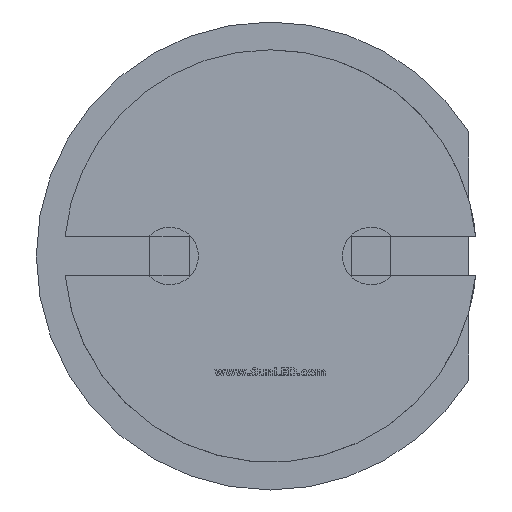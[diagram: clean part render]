
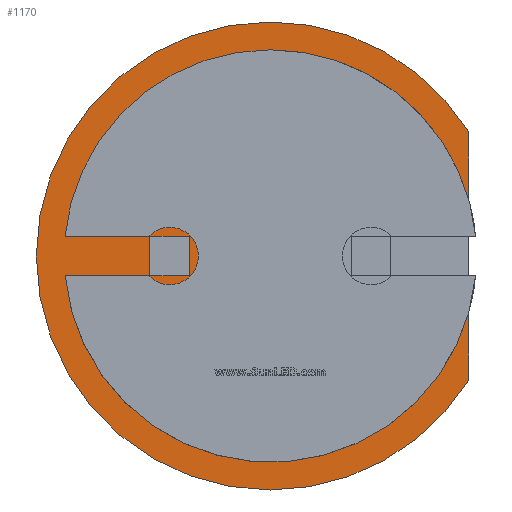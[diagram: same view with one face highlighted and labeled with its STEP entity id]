
A CAD part, front view. The second image highlights one B-rep face of the part: STEP entity #1170.
In plain terms, the highlighted planar face has unit normal (0, -1, 0).
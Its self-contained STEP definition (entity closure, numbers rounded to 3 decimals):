
#901 = CARTESIAN_POINT ( 'NONE',  ( 0., -1., 0. ) ) ;
#905 = DIRECTION ( 'NONE',  ( 0., -1., 0. ) ) ;
#906 = DIRECTION ( 'NONE',  ( 0., 0., -1. ) ) ;
#913 = CARTESIAN_POINT ( 'NONE',  ( 0., -1., 0. ) ) ;
#917 = DIRECTION ( 'NONE',  ( 0., -1., 0. ) ) ;
#918 = DIRECTION ( 'NONE',  ( 0., 0., -1. ) ) ;
#922 = CARTESIAN_POINT ( 'NONE',  ( 0., -1., 0. ) ) ;
#932 = DIRECTION ( 'NONE',  ( 0., -1., 0. ) ) ;
#933 = DIRECTION ( 'NONE',  ( 0., 0., -1. ) ) ;
#1170 = ADVANCED_FACE ( 'NONE', ( #1391, #1389 ), #6497, .T. ) ;
#1296 = AXIS2_PLACEMENT_3D ( 'NONE', #901, #905, #906 ) ;
#1301 = AXIS2_PLACEMENT_3D ( 'NONE', #913, #917, #918 ) ;
#1305 = AXIS2_PLACEMENT_3D ( 'NONE', #9462, #9463, #9464 ) ;
#1307 = AXIS2_PLACEMENT_3D ( 'NONE', #922, #932, #933 ) ;
#1314 = AXIS2_PLACEMENT_3D ( 'NONE', #9459, #9460, #9461 ) ;
#1389 = FACE_OUTER_BOUND ( 'NONE', #8286, .T. ) ;
#1391 = FACE_BOUND ( 'NONE', #8282, .T. ) ;
#1397 = AXIS2_PLACEMENT_3D ( 'NONE', #6498, #6499, #6500 ) ;
#1764 = VECTOR ( 'NONE', #2669, 1000. ) ;
#1765 = VECTOR ( 'NONE', #2672, 1000. ) ;
#1766 = VECTOR ( 'NONE', #2675, 1000. ) ;
#1953 = EDGE_CURVE ( 'NONE', #8887, #8885, #2667, .T. ) ;
#1954 = EDGE_CURVE ( 'NONE', #8876, #8885, #2670, .T. ) ;
#1955 = EDGE_CURVE ( 'NONE', #8845, #8887, #2673, .T. ) ;
#1956 = EDGE_CURVE ( 'NONE', #8845, #8876, #2676, .T. ) ;
#1957 = EDGE_CURVE ( 'NONE', #8817, #8754, #2679, .T. ) ;
#1958 = EDGE_CURVE ( 'NONE', #8793, #8759, #1992, .T. ) ;
#1959 = EDGE_CURVE ( 'NONE', #8793, #8745, #2685, .T. ) ;
#1992 = CIRCLE ( 'NONE', #9230, 2.6 ) ;
#2026 = CIRCLE ( 'NONE', #1296, 2.95 ) ;
#2028 = CIRCLE ( 'NONE', #1301, 2.95 ) ;
#2030 = CIRCLE ( 'NONE', #1307, 2.6 ) ;
#2036 = CIRCLE ( 'NONE', #1314, 0.362 ) ;
#2037 = CIRCLE ( 'NONE', #1305, 0.362 ) ;
#2666 = CARTESIAN_POINT ( 'NONE',  ( 0., -1., 0. ) ) ;
#2667 = LINE ( 'NONE', #2668, #1764 ) ;
#2668 = CARTESIAN_POINT ( 'NONE',  ( -0.225, -1., -0.25 ) ) ;
#2669 = DIRECTION ( 'NONE',  ( 1., 0., 0. ) ) ;
#2670 = LINE ( 'NONE', #2671, #1765 ) ;
#2671 = CARTESIAN_POINT ( 'NONE',  ( -1.02, -1., -6.389 ) ) ;
#2672 = DIRECTION ( 'NONE',  ( 0., 0., -1. ) ) ;
#2673 = LINE ( 'NONE', #2674, #1766 ) ;
#2674 = CARTESIAN_POINT ( 'NONE',  ( -1.52, -1., -6.389 ) ) ;
#2675 = DIRECTION ( 'NONE',  ( 0., 0., -1. ) ) ;
#2676 = LINE ( 'NONE', #2677, #9229 ) ;
#2677 = CARTESIAN_POINT ( 'NONE',  ( -0.225, -1., 0.25 ) ) ;
#2678 = DIRECTION ( 'NONE',  ( 1., 0., 0. ) ) ;
#2679 = LINE ( 'NONE', #2680, #9231 ) ;
#2680 = CARTESIAN_POINT ( 'NONE',  ( -0.225, -1., 0.25 ) ) ;
#2681 = DIRECTION ( 'NONE',  ( -1., 0., 0. ) ) ;
#2682 = DIRECTION ( 'NONE',  ( 0., -1., 0. ) ) ;
#2683 = DIRECTION ( 'NONE',  ( 0., 0., -1. ) ) ;
#2685 = LINE ( 'NONE', #2686, #9232 ) ;
#2686 = CARTESIAN_POINT ( 'NONE',  ( 2.5, -1., -6.631 ) ) ;
#2687 = DIRECTION ( 'NONE',  ( 0., 0., 1. ) ) ;
#4364 = CIRCLE ( 'NONE', #7824, 2.6 ) ;
#4386 = CIRCLE ( 'NONE', #7837, 2.95 ) ;
#4387 = CIRCLE ( 'NONE', #7829, 0.362 ) ;
#6327 = EDGE_CURVE ( 'NONE', #8787, #8788, #2026, .T. ) ;
#6331 = EDGE_CURVE ( 'NONE', #8745, #8787, #2028, .T. ) ;
#6336 = EDGE_CURVE ( 'NONE', #8759, #8754, #2030, .T. ) ;
#6345 = EDGE_CURVE ( 'NONE', #8762, #8751, #2036, .T. ) ;
#6346 = EDGE_CURVE ( 'NONE', #8742, #8762, #2037, .T. ) ;
#6497 = PLANE ( 'NONE',  #1397 ) ;
#6498 = CARTESIAN_POINT ( 'NONE',  ( 0., -1., -6.631 ) ) ;
#6499 = DIRECTION ( 'NONE',  ( 0., -1., 0. ) ) ;
#6500 = DIRECTION ( 'NONE',  ( 0., 0., -1. ) ) ;
#7824 = AXIS2_PLACEMENT_3D ( 'NONE', #12200, #12204, #12205 ) ;
#7829 = AXIS2_PLACEMENT_3D ( 'NONE', #12206, #12210, #12211 ) ;
#7837 = AXIS2_PLACEMENT_3D ( 'NONE', #12194, #12198, #12199 ) ;
#7842 = VECTOR ( 'NONE', #12203, 1000. ) ;
#7844 = VECTOR ( 'NONE', #12209, 1000. ) ;
#8282 = EDGE_LOOP ( 'NONE', ( #9069, #9071, #9070, #9072 ) ) ;
#8286 = EDGE_LOOP ( 'NONE', ( #9074, #9075, #9073, #9077, #9076, #8949, #9078, #8951, #8950, #8952, #8953, #8955, #8954 ) ) ;
#8742 = VERTEX_POINT ( 'NONE', #9780 ) ;
#8745 = VERTEX_POINT ( 'NONE', #9783 ) ;
#8751 = VERTEX_POINT ( 'NONE', #9789 ) ;
#8754 = VERTEX_POINT ( 'NONE', #9792 ) ;
#8759 = VERTEX_POINT ( 'NONE', #9797 ) ;
#8762 = VERTEX_POINT ( 'NONE', #9800 ) ;
#8787 = VERTEX_POINT ( 'NONE', #9825 ) ;
#8788 = VERTEX_POINT ( 'NONE', #9826 ) ;
#8792 = VERTEX_POINT ( 'NONE', #9830 ) ;
#8793 = VERTEX_POINT ( 'NONE', #9831 ) ;
#8806 = VERTEX_POINT ( 'NONE', #9845 ) ;
#8807 = VERTEX_POINT ( 'NONE', #9846 ) ;
#8817 = VERTEX_POINT ( 'NONE', #9856 ) ;
#8845 = VERTEX_POINT ( 'NONE', #9884 ) ;
#8876 = VERTEX_POINT ( 'NONE', #9915 ) ;
#8885 = VERTEX_POINT ( 'NONE', #9924 ) ;
#8887 = VERTEX_POINT ( 'NONE', #9926 ) ;
#8949 = ORIENTED_EDGE ( 'NONE', *, *, #6327, .T. ) ;
#8950 = ORIENTED_EDGE ( 'NONE', *, *, #12726, .F. ) ;
#8951 = ORIENTED_EDGE ( 'NONE', *, *, #12725, .T. ) ;
#8952 = ORIENTED_EDGE ( 'NONE', *, *, #12727, .F. ) ;
#8953 = ORIENTED_EDGE ( 'NONE', *, *, #6346, .T. ) ;
#8954 = ORIENTED_EDGE ( 'NONE', *, *, #12728, .T. ) ;
#8955 = ORIENTED_EDGE ( 'NONE', *, *, #6345, .T. ) ;
#9069 = ORIENTED_EDGE ( 'NONE', *, *, #1954, .T. ) ;
#9070 = ORIENTED_EDGE ( 'NONE', *, *, #1955, .F. ) ;
#9071 = ORIENTED_EDGE ( 'NONE', *, *, #1953, .F. ) ;
#9072 = ORIENTED_EDGE ( 'NONE', *, *, #1956, .T. ) ;
#9073 = ORIENTED_EDGE ( 'NONE', *, *, #1958, .F. ) ;
#9074 = ORIENTED_EDGE ( 'NONE', *, *, #1957, .T. ) ;
#9075 = ORIENTED_EDGE ( 'NONE', *, *, #6336, .F. ) ;
#9076 = ORIENTED_EDGE ( 'NONE', *, *, #6331, .T. ) ;
#9077 = ORIENTED_EDGE ( 'NONE', *, *, #1959, .T. ) ;
#9078 = ORIENTED_EDGE ( 'NONE', *, *, #12724, .T. ) ;
#9229 = VECTOR ( 'NONE', #2678, 1000. ) ;
#9230 = AXIS2_PLACEMENT_3D ( 'NONE', #2666, #2682, #2683 ) ;
#9231 = VECTOR ( 'NONE', #2681, 1000. ) ;
#9232 = VECTOR ( 'NONE', #2687, 1000. ) ;
#9459 = CARTESIAN_POINT ( 'NONE',  ( -1.27, -1., 0. ) ) ;
#9460 = DIRECTION ( 'NONE',  ( 0., -1., 0. ) ) ;
#9461 = DIRECTION ( 'NONE',  ( 0., 0., -1. ) ) ;
#9462 = CARTESIAN_POINT ( 'NONE',  ( -1.27, -1., 0. ) ) ;
#9463 = DIRECTION ( 'NONE',  ( 0., -1., 0. ) ) ;
#9464 = DIRECTION ( 'NONE',  ( 0., 0., -1. ) ) ;
#9780 = CARTESIAN_POINT ( 'NONE',  ( -1.533, -1., -0.25 ) ) ;
#9783 = CARTESIAN_POINT ( 'NONE',  ( 2.5, -1., 1.566 ) ) ;
#9789 = CARTESIAN_POINT ( 'NONE',  ( -1.27, -1., 0.362 ) ) ;
#9792 = CARTESIAN_POINT ( 'NONE',  ( -2.588, -1., 0.25 ) ) ;
#9797 = CARTESIAN_POINT ( 'NONE',  ( 0., -1., 2.6 ) ) ;
#9800 = CARTESIAN_POINT ( 'NONE',  ( -1.27, -1., -0.362 ) ) ;
#9825 = CARTESIAN_POINT ( 'NONE',  ( 0., -1., 2.95 ) ) ;
#9826 = CARTESIAN_POINT ( 'NONE',  ( 0., -1., -2.95 ) ) ;
#9830 = CARTESIAN_POINT ( 'NONE',  ( 2.5, -1., -1.566 ) ) ;
#9831 = CARTESIAN_POINT ( 'NONE',  ( 2.5, -1., 0.714 ) ) ;
#9845 = CARTESIAN_POINT ( 'NONE',  ( -2.588, -1., -0.25 ) ) ;
#9846 = CARTESIAN_POINT ( 'NONE',  ( 2.5, -1., -0.714 ) ) ;
#9856 = CARTESIAN_POINT ( 'NONE',  ( -1.533, -1., 0.25 ) ) ;
#9884 = CARTESIAN_POINT ( 'NONE',  ( -1.52, -1., 0.25 ) ) ;
#9915 = CARTESIAN_POINT ( 'NONE',  ( -1.02, -1., 0.25 ) ) ;
#9924 = CARTESIAN_POINT ( 'NONE',  ( -1.02, -1., -0.25 ) ) ;
#9926 = CARTESIAN_POINT ( 'NONE',  ( -1.52, -1., -0.25 ) ) ;
#12194 = CARTESIAN_POINT ( 'NONE',  ( 0., -1., 0. ) ) ;
#12198 = DIRECTION ( 'NONE',  ( 0., -1., 0. ) ) ;
#12199 = DIRECTION ( 'NONE',  ( 0., 0., -1. ) ) ;
#12200 = CARTESIAN_POINT ( 'NONE',  ( 0., -1., 0. ) ) ;
#12201 = LINE ( 'NONE', #12202, #7842 ) ;
#12202 = CARTESIAN_POINT ( 'NONE',  ( 2.5, -1., -6.631 ) ) ;
#12203 = DIRECTION ( 'NONE',  ( 0., 0., 1. ) ) ;
#12204 = DIRECTION ( 'NONE',  ( 0., -1., 0. ) ) ;
#12205 = DIRECTION ( 'NONE',  ( 0., 0., -1. ) ) ;
#12206 = CARTESIAN_POINT ( 'NONE',  ( -1.27, -1., 0. ) ) ;
#12207 = LINE ( 'NONE', #12208, #7844 ) ;
#12208 = CARTESIAN_POINT ( 'NONE',  ( -0.225, -1., -0.25 ) ) ;
#12209 = DIRECTION ( 'NONE',  ( -1., 0., 0. ) ) ;
#12210 = DIRECTION ( 'NONE',  ( 0., -1., 0. ) ) ;
#12211 = DIRECTION ( 'NONE',  ( 0., 0., -1. ) ) ;
#12724 = EDGE_CURVE ( 'NONE', #8788, #8792, #4386, .T. ) ;
#12725 = EDGE_CURVE ( 'NONE', #8792, #8807, #12201, .T. ) ;
#12726 = EDGE_CURVE ( 'NONE', #8806, #8807, #4364, .T. ) ;
#12727 = EDGE_CURVE ( 'NONE', #8742, #8806, #12207, .T. ) ;
#12728 = EDGE_CURVE ( 'NONE', #8751, #8817, #4387, .T. ) ;
